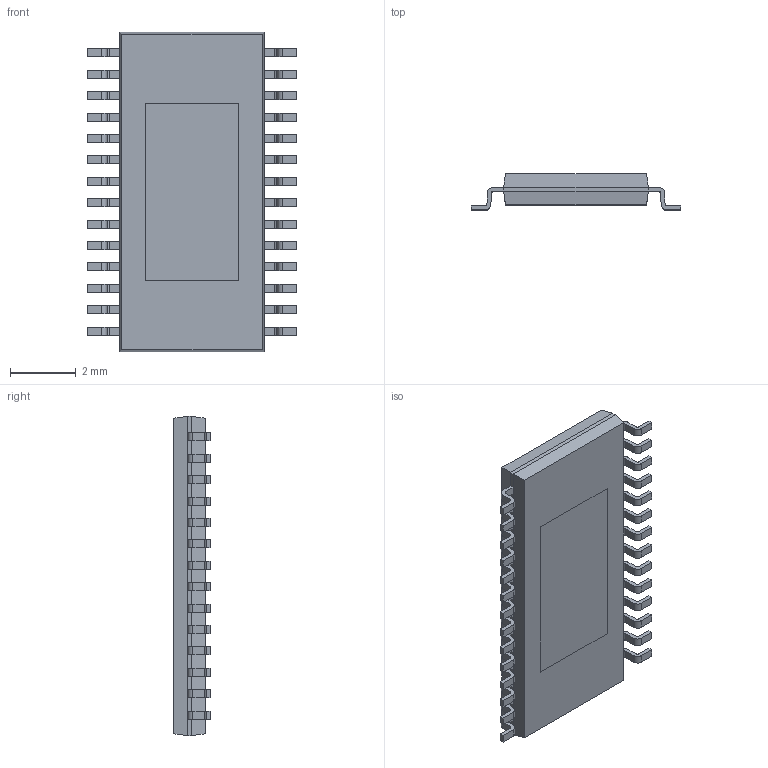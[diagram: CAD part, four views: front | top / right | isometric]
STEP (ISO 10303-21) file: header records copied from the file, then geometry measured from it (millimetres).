
FILE_DESCRIPTION (( 'STEP AP214' ), '1' );
FILE_NAME ('U28E+4.STEP', '2021-01-29T12:24:39', ( '' ), ( '' ), 'SwSTEP 2.0', 'SolidWorks 2017', '' );
FILE_SCHEMA (( 'AUTOMOTIVE_DESIGN' ));
Length unit declared in the file: millimetre
Products named in the file (1): U28E+4
Bounding box: 6.38 x 1.1 x 9.7 mm (x, y, z)
Volume: 41.1 mm3; surface area: 174.1 mm2
Topology: 30 solids, 30 shells, 417 faces, 1060 edges, 704 vertices
Faces by surface type: plane 305, cylinder 112
Entity records: 12809 total; most frequent: CARTESIAN_POINT 2182, DIRECTION 2120, ORIENTED_EDGE 2120, EDGE_CURVE 1060, VECTOR 836, LINE 836, VERTEX_POINT 704, AXIS2_PLACEMENT_3D 642
